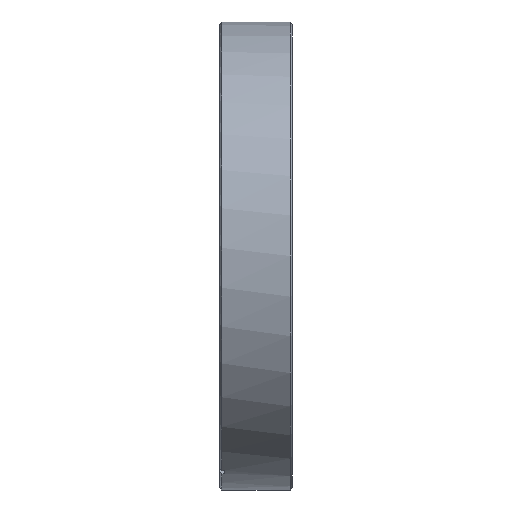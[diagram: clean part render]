
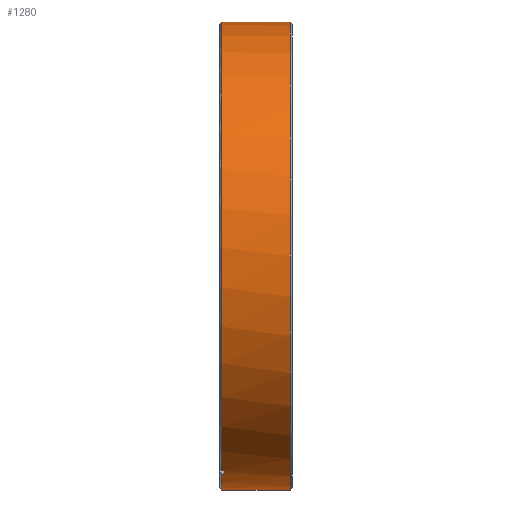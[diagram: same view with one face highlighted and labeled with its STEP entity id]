
A CAD part, left-side view. The second image highlights one B-rep face of the part: STEP entity #1280.
In plain terms, the highlighted cylindrical face has radius 56.75 mm (diameter 113.5 mm), a partial arc.
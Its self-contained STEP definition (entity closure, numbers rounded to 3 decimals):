
#109 = CARTESIAN_POINT ( 'NONE',  ( 0., -17., -56.75 ) ) ;
#156 = VECTOR ( 'NONE', #2255, 1000. ) ;
#192 = VERTEX_POINT ( 'NONE', #3137 ) ;
#268 = VECTOR ( 'NONE', #3210, 1000. ) ;
#335 = AXIS2_PLACEMENT_3D ( 'NONE', #2531, #1016, #2781 ) ;
#467 = ORIENTED_EDGE ( 'NONE', *, *, #1689, .T. ) ;
#512 = DIRECTION ( 'NONE',  ( 0., -1., 0. ) ) ;
#626 = CYLINDRICAL_SURFACE ( 'NONE', #1545, 56.75 ) ;
#676 = EDGE_CURVE ( 'NONE', #192, #2060, #1235, .T. ) ;
#720 = CARTESIAN_POINT ( 'NONE',  ( 0., -1., 0. ) ) ;
#755 = VECTOR ( 'NONE', #2952, 1000. ) ;
#805 = LINE ( 'NONE', #2005, #156 ) ;
#895 = CARTESIAN_POINT ( 'NONE',  ( 0., -17., 0. ) ) ;
#920 = AXIS2_PLACEMENT_3D ( 'NONE', #720, #2497, #975 ) ;
#938 = CARTESIAN_POINT ( 'NONE',  ( 0., -0.5, 0. ) ) ;
#951 = CARTESIAN_POINT ( 'NONE',  ( -22.638, -0.5, -52.039 ) ) ;
#975 = DIRECTION ( 'NONE',  ( 0., 0., -1. ) ) ;
#993 = CARTESIAN_POINT ( 'NONE',  ( -20.79, -24.574, -52.805 ) ) ;
#1016 = DIRECTION ( 'NONE',  ( 0., -1., 0. ) ) ;
#1046 = CARTESIAN_POINT ( 'NONE',  ( -20.79, -1., -52.805 ) ) ;
#1135 = VERTEX_POINT ( 'NONE', #951 ) ;
#1151 = DIRECTION ( 'NONE',  ( 0., 0., 1. ) ) ;
#1183 = CARTESIAN_POINT ( 'NONE',  ( 0., -24.574, -56.75 ) ) ;
#1202 = DIRECTION ( 'NONE',  ( 0., 0., -1. ) ) ;
#1235 = CIRCLE ( 'NONE', #335, 56.75 ) ;
#1242 = AXIS2_PLACEMENT_3D ( 'NONE', #938, #2716, #1202 ) ;
#1256 = EDGE_CURVE ( 'NONE', #192, #1346, #2718, .T. ) ;
#1276 = CARTESIAN_POINT ( 'NONE',  ( 0., -24.574, 0. ) ) ;
#1280 = ADVANCED_FACE ( 'NONE', ( #2651 ), #626, .T. ) ;
#1346 = VERTEX_POINT ( 'NONE', #1046 ) ;
#1412 = CARTESIAN_POINT ( 'NONE',  ( -22.638, -1., -52.039 ) ) ;
#1440 = CARTESIAN_POINT ( 'NONE',  ( -22.638, -24.574, -52.039 ) ) ;
#1491 = EDGE_LOOP ( 'NONE', ( #2706, #467, #1971, #1659, #2342, #2238, #2832, #1788 ) ) ;
#1523 = LINE ( 'NONE', #1183, #755 ) ;
#1545 = AXIS2_PLACEMENT_3D ( 'NONE', #1276, #512, #2529 ) ;
#1565 = EDGE_CURVE ( 'NONE', #2062, #2962, #2647, .T. ) ;
#1615 = LINE ( 'NONE', #1440, #268 ) ;
#1630 = CARTESIAN_POINT ( 'NONE',  ( 0., -0.5, -56.75 ) ) ;
#1659 = ORIENTED_EDGE ( 'NONE', *, *, #2743, .T. ) ;
#1689 = EDGE_CURVE ( 'NONE', #2102, #1135, #2407, .T. ) ;
#1788 = ORIENTED_EDGE ( 'NONE', *, *, #1565, .T. ) ;
#1790 = DIRECTION ( 'NONE',  ( 0., -1., 0. ) ) ;
#1971 = ORIENTED_EDGE ( 'NONE', *, *, #2224, .T. ) ;
#2005 = CARTESIAN_POINT ( 'NONE',  ( 0., -24.574, 56.75 ) ) ;
#2060 = VERTEX_POINT ( 'NONE', #1630 ) ;
#2062 = VERTEX_POINT ( 'NONE', #109 ) ;
#2064 = VECTOR ( 'NONE', #1790, 1000. ) ;
#2102 = VERTEX_POINT ( 'NONE', #2389 ) ;
#2158 = AXIS2_PLACEMENT_3D ( 'NONE', #895, #2666, #1151 ) ;
#2164 = CIRCLE ( 'NONE', #920, 56.75 ) ;
#2224 = EDGE_CURVE ( 'NONE', #1135, #2544, #1615, .T. ) ;
#2238 = ORIENTED_EDGE ( 'NONE', *, *, #676, .T. ) ;
#2255 = DIRECTION ( 'NONE',  ( 0., -1., 0. ) ) ;
#2342 = ORIENTED_EDGE ( 'NONE', *, *, #1256, .F. ) ;
#2389 = CARTESIAN_POINT ( 'NONE',  ( 0., -0.5, 56.75 ) ) ;
#2407 = CIRCLE ( 'NONE', #1242, 56.75 ) ;
#2497 = DIRECTION ( 'NONE',  ( 0., -1., 0. ) ) ;
#2529 = DIRECTION ( 'NONE',  ( 0., 0., -1. ) ) ;
#2531 = CARTESIAN_POINT ( 'NONE',  ( 0., -0.5, 0. ) ) ;
#2544 = VERTEX_POINT ( 'NONE', #1412 ) ;
#2647 = CIRCLE ( 'NONE', #2158, 56.75 ) ;
#2651 = FACE_OUTER_BOUND ( 'NONE', #1491, .T. ) ;
#2666 = DIRECTION ( 'NONE',  ( 0., 1., 0. ) ) ;
#2706 = ORIENTED_EDGE ( 'NONE', *, *, #2752, .F. ) ;
#2716 = DIRECTION ( 'NONE',  ( 0., -1., 0. ) ) ;
#2718 = LINE ( 'NONE', #993, #2064 ) ;
#2743 = EDGE_CURVE ( 'NONE', #2544, #1346, #2164, .T. ) ;
#2752 = EDGE_CURVE ( 'NONE', #2102, #2962, #805, .T. ) ;
#2781 = DIRECTION ( 'NONE',  ( 0., 0., -1. ) ) ;
#2832 = ORIENTED_EDGE ( 'NONE', *, *, #3177, .T. ) ;
#2952 = DIRECTION ( 'NONE',  ( 0., -1., 0. ) ) ;
#2962 = VERTEX_POINT ( 'NONE', #3123 ) ;
#3123 = CARTESIAN_POINT ( 'NONE',  ( 0., -17., 56.75 ) ) ;
#3137 = CARTESIAN_POINT ( 'NONE',  ( -20.79, -0.5, -52.805 ) ) ;
#3177 = EDGE_CURVE ( 'NONE', #2060, #2062, #1523, .T. ) ;
#3210 = DIRECTION ( 'NONE',  ( 0., -1., 0. ) ) ;
